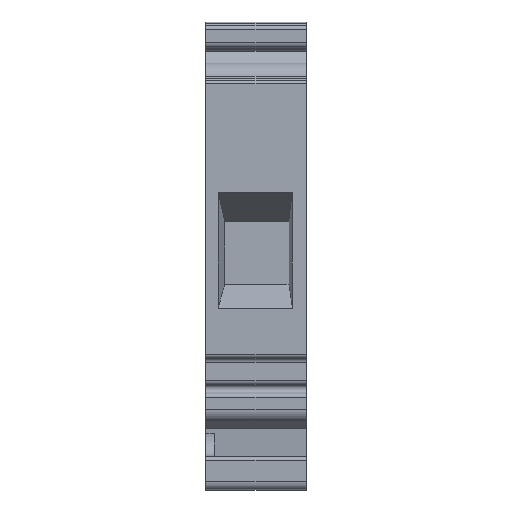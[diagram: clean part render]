
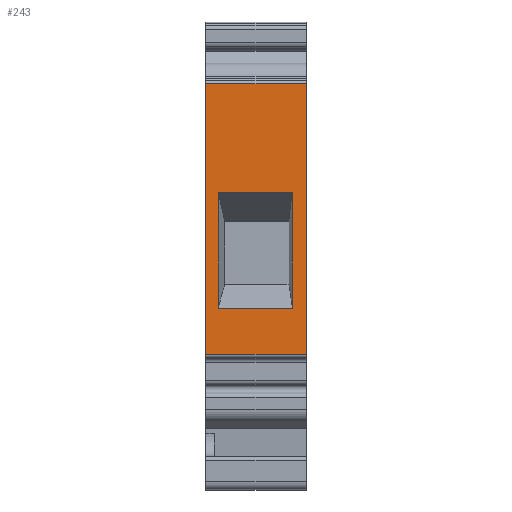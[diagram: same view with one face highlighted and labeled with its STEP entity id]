
A CAD part, left-side view. The second image highlights one B-rep face of the part: STEP entity #243.
In plain terms, the highlighted planar face has unit normal (-1, 0, 0).
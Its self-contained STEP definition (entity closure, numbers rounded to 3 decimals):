
#243 = ADVANCED_FACE( '', ( #636, #637 ), #638, .F. );
#636 = FACE_BOUND( '', #1184, .T. );
#637 = FACE_OUTER_BOUND( '', #1185, .T. );
#638 = PLANE( '', #1186 );
#1184 = EDGE_LOOP( '', ( #1975, #1976, #1977, #1978 ) );
#1185 = EDGE_LOOP( '', ( #1979, #1980, #1981, #1982 ) );
#1186 = AXIS2_PLACEMENT_3D( '', #1983, #1984, #1985 );
#1975 = ORIENTED_EDGE( '', *, *, #3597, .T. );
#1976 = ORIENTED_EDGE( '', *, *, #3598, .T. );
#1977 = ORIENTED_EDGE( '', *, *, #3599, .T. );
#1978 = ORIENTED_EDGE( '', *, *, #3600, .T. );
#1979 = ORIENTED_EDGE( '', *, *, #3577, .T. );
#1980 = ORIENTED_EDGE( '', *, *, #3601, .F. );
#1981 = ORIENTED_EDGE( '', *, *, #3602, .F. );
#1982 = ORIENTED_EDGE( '', *, *, #3603, .T. );
#1983 = CARTESIAN_POINT( '', ( -24.07, 12., 8.332 ) );
#1984 = DIRECTION( '', ( 1., 0., 0. ) );
#1985 = DIRECTION( '', ( 0., 0., -1. ) );
#3577 = EDGE_CURVE( '', #4426, #4424, #4427, .T. );
#3597 = EDGE_CURVE( '', #4463, #4464, #4465, .F. );
#3598 = EDGE_CURVE( '', #4464, #4466, #4467, .F. );
#3599 = EDGE_CURVE( '', #4466, #4468, #4469, .F. );
#3600 = EDGE_CURVE( '', #4468, #4463, #4470, .F. );
#3601 = EDGE_CURVE( '', #4471, #4424, #4472, .T. );
#3602 = EDGE_CURVE( '', #4473, #4471, #4474, .T. );
#3603 = EDGE_CURVE( '', #4473, #4426, #4475, .T. );
#4424 = VERTEX_POINT( '', #5551 );
#4426 = VERTEX_POINT( '', #5553 );
#4427 = LINE( '', #5554, #5555 );
#4463 = VERTEX_POINT( '', #5599 );
#4464 = VERTEX_POINT( '', #5600 );
#4465 = LINE( '', #5601, #5602 );
#4466 = VERTEX_POINT( '', #5603 );
#4467 = LINE( '', #5604, #5605 );
#4468 = VERTEX_POINT( '', #5606 );
#4469 = LINE( '', #5607, #5608 );
#4470 = LINE( '', #5609, #5610 );
#4471 = VERTEX_POINT( '', #5611 );
#4472 = LINE( '', #5612, #5613 );
#4473 = VERTEX_POINT( '', #5614 );
#4474 = LINE( '', #5615, #5616 );
#4475 = LINE( '', #5617, #5618 );
#5551 = CARTESIAN_POINT( '', ( -24.07, 0., 19.337 ) );
#5553 = CARTESIAN_POINT( '', ( -24.07, 0., -13.018 ) );
#5554 = CARTESIAN_POINT( '', ( -24.07, 0., 8.332 ) );
#5555 = VECTOR( '', #6739, 1000. );
#5599 = CARTESIAN_POINT( '', ( -24.07, 10.545, 6.328 ) );
#5600 = CARTESIAN_POINT( '', ( -24.07, 1.637, 6.328 ) );
#5601 = CARTESIAN_POINT( '', ( -24.07, 1.637, 6.328 ) );
#5602 = VECTOR( '', #6778, 1000. );
#5603 = CARTESIAN_POINT( '', ( -24.07, 1.637, -7.529 ) );
#5604 = CARTESIAN_POINT( '', ( -24.07, 1.637, -7.529 ) );
#5605 = VECTOR( '', #6779, 1000. );
#5606 = CARTESIAN_POINT( '', ( -24.07, 10.545, -7.529 ) );
#5607 = CARTESIAN_POINT( '', ( -24.07, 10.545, -7.529 ) );
#5608 = VECTOR( '', #6780, 1000. );
#5609 = CARTESIAN_POINT( '', ( -24.07, 10.545, 6.328 ) );
#5610 = VECTOR( '', #6781, 1000. );
#5611 = CARTESIAN_POINT( '', ( -24.07, 12., 19.337 ) );
#5612 = CARTESIAN_POINT( '', ( -24.07, 12., 19.337 ) );
#5613 = VECTOR( '', #6782, 1000. );
#5614 = CARTESIAN_POINT( '', ( -24.07, 12., -13.018 ) );
#5615 = CARTESIAN_POINT( '', ( -24.07, 12., -13.018 ) );
#5616 = VECTOR( '', #6783, 1000. );
#5617 = CARTESIAN_POINT( '', ( -24.07, 12., -13.018 ) );
#5618 = VECTOR( '', #6784, 1000. );
#6739 = DIRECTION( '', ( 0., 0., 1. ) );
#6778 = DIRECTION( '', ( 0., 1., 0. ) );
#6779 = DIRECTION( '', ( 0., 0., 1. ) );
#6780 = DIRECTION( '', ( 0., -1., 0. ) );
#6781 = DIRECTION( '', ( 0., 0., -1. ) );
#6782 = DIRECTION( '', ( 0., -1., 0. ) );
#6783 = DIRECTION( '', ( 0., 0., 1. ) );
#6784 = DIRECTION( '', ( 0., -1., 0. ) );
